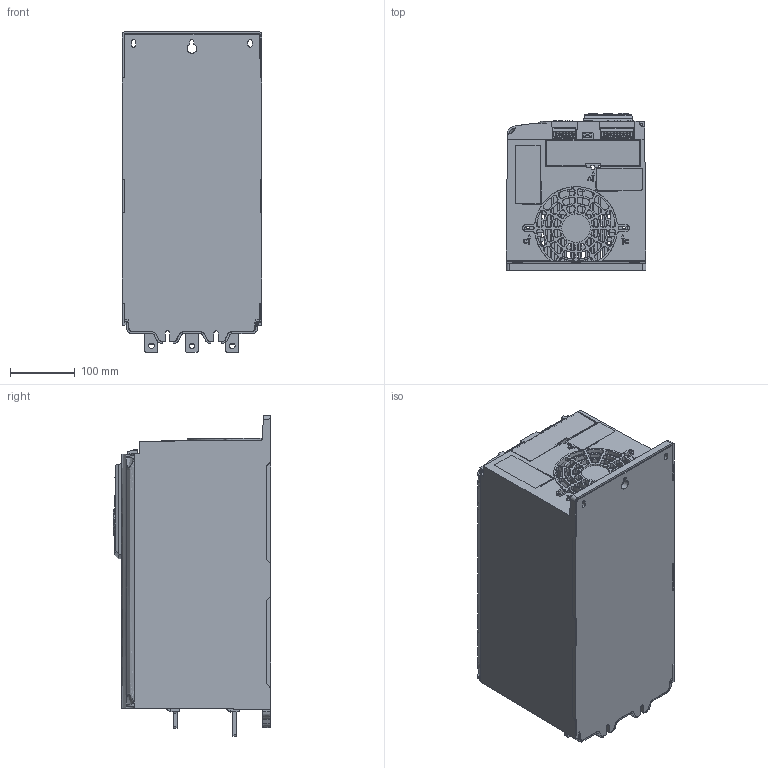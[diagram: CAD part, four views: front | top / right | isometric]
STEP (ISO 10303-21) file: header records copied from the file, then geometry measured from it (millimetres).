
FILE_DESCRIPTION(/* description */ (''),/* implementation_level */ '2;1');
FILE_NAME(/* name */ 'FILE_STP_CAD_DRAWING_3D_ADXT0139-ADXT0230_prt.stp',/* time_stamp */ '2025-02-26T08:17:14+01:00',/* author */ (''),/* organization */ (''),/* preprocessor_version */ 'ST-DEVELOPER v16.7',/* originating_system */ 'SIEMENS PLM Software NX 12.0',/* authorisation */ '');
FILE_SCHEMA (('AUTOMOTIVE_DESIGN { 1 0 10303 214 3 1 1 1 }'));
Products named in the file (1): 3D_ADXT0139-ADXT0230
Bounding box: 216.24 x 243.35 x 495.41 mm (x, y, z)
Surface area: 1029764.9 mm2 (no closed solid volume)
Topology: 0 solids, 135 shells, 1739 faces, 7558 edges, 5696 vertices
Faces by surface type: plane 1220, cone 228, cylinder 145, bspline 139, torus 4, sphere 2, extrusion 1
Entity records: 93328 total; most frequent: CARTESIAN_POINT 34674, ORIENTED_EDGE 11803, DIRECTION 9850, EDGE_CURVE 7557, VERTEX_POINT 5695, VECTOR 5566, LINE 5565, EDGE_LOOP 2168
